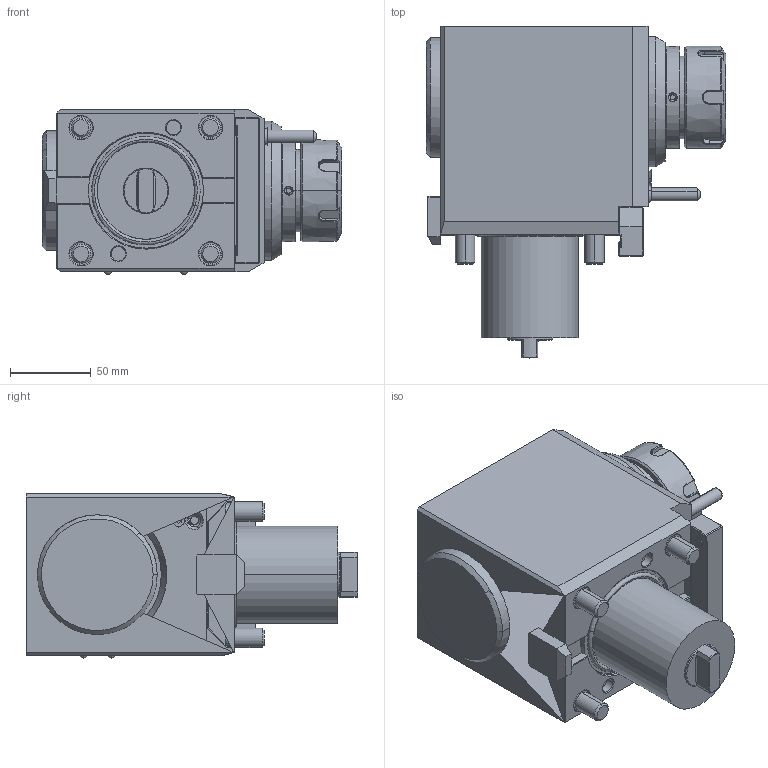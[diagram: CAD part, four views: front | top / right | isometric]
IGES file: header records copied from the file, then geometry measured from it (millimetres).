
Start section:  PTC IGES file: ngt2_60_201_40_1_3_85_jb.igs
Global section: file name: ngt2_60_201_40_1_3_85_jb.igs; native system: Pro/ENGINEER by Parametric Technology Corporation; preprocessor: 2010280; author: vali; organization: Unknown; date: 20200115.130404; units: millimetre
Bounding box: 185 x 205 x 101.6 mm (x, y, z)
Volume: 1481893.1 mm3; surface area: 127809.9 mm2
Topology: 2 solids, 2 shells, 410 faces, 990 edges, 596 vertices
Faces by surface type: bspline 234, revolution 176
